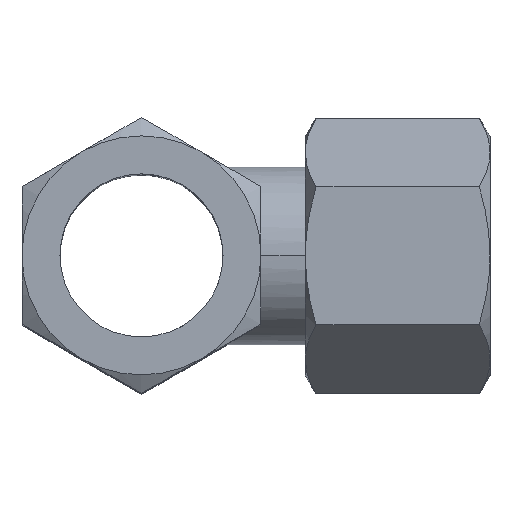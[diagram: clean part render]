
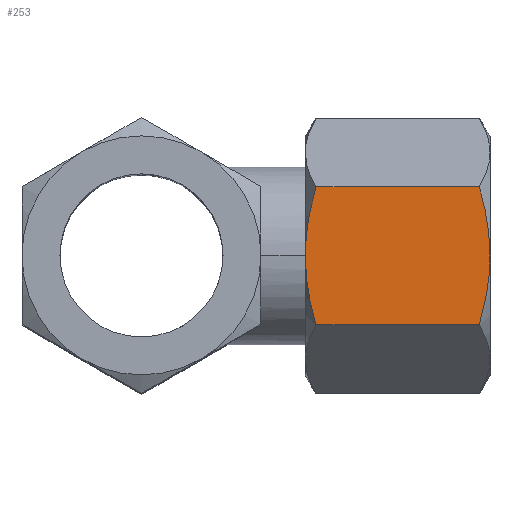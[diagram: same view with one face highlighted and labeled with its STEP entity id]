
A CAD part, top view. The second image highlights one B-rep face of the part: STEP entity #253.
In plain terms, the highlighted planar face has unit normal (0, 0, 1).
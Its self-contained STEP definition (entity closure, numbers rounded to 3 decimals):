
#253=ADVANCED_FACE('NONE',(#511),#512,.F.);
#511=FACE_OUTER_BOUND('',#765,.T.);
#512=PLANE('',#766);
#765=EDGE_LOOP('',(#1428,#1429,#1430,#1431,#1432,#1433));
#766=AXIS2_PLACEMENT_3D('',#1434,#1435,#1436);
#1428=ORIENTED_EDGE('',*,*,#1654,.T.);
#1429=ORIENTED_EDGE('',*,*,#1649,.T.);
#1430=ORIENTED_EDGE('',*,*,#1647,.F.);
#1431=ORIENTED_EDGE('',*,*,#1743,.T.);
#1432=ORIENTED_EDGE('',*,*,#1697,.T.);
#1433=ORIENTED_EDGE('',*,*,#1601,.T.);
#1434=CARTESIAN_POINT('',(45.317,-9.307,17.75));
#1435=DIRECTION('',(0.,0.,-1.0));
#1436=DIRECTION('',(-1.0,0.0,0.));
#1601=EDGE_CURVE('NONE',#1950,#1948,#1951,.T.);
#1647=EDGE_CURVE('NONE',#2014,#2011,#2016,.T.);
#1649=EDGE_CURVE('NONE',#2005,#2011,#2018,.T.);
#1654=EDGE_CURVE('NONE',#1948,#2005,#2024,.T.);
#1697=EDGE_CURVE('NONE',#2040,#1950,#2076,.T.);
#1743=EDGE_CURVE('NONE',#2014,#2040,#2124,.T.);
#1948=VERTEX_POINT('NONE',#2696);
#1950=VERTEX_POINT('NONE',#2705);
#1951=LINE('',#2706,#2707);
#2005=VERTEX_POINT('NONE',#2856);
#2011=VERTEX_POINT('NONE',#2862);
#2014=VERTEX_POINT('NONE',#2871);
#2016=LINE('',#2880,#2881);
#2018=B_SPLINE_CURVE_WITH_KNOTS('',3,(#2883,#2884,#2885,#2886,#2887,#2888,#2889,#2890),.UNSPECIFIED.,.F.,.F.,(4,2,2,4),(0.026,0.028,0.031,0.035),.UNSPECIFIED.);
#2024=B_SPLINE_CURVE_WITH_KNOTS('',3,(#2916,#2917,#2918,#2919,#2920,#2921,#2922,#2923),.UNSPECIFIED.,.F.,.F.,(4,2,2,4),(0.017,0.019,0.021,0.026),.UNSPECIFIED.);
#2040=VERTEX_POINT('NONE',#2966);
#2076=B_SPLINE_CURVE_WITH_KNOTS('',3,(#3036,#3037,#3038,#3039,#3040,#3041,#3042,#3043),.UNSPECIFIED.,.F.,.F.,(4,2,2,4),(0.016,0.021,0.023,0.026),.UNSPECIFIED.);
#2124=B_SPLINE_CURVE_WITH_KNOTS('',3,(#3146,#3147,#3148,#3149,#3150,#3151,#3152,#3153),.UNSPECIFIED.,.F.,.F.,(4,2,2,4),(0.007,0.012,0.014,0.016),.UNSPECIFIED.);
#2696=CARTESIAN_POINT('',(20.495,9.307,17.75));
#2705=CARTESIAN_POINT('',(42.534,9.307,17.75));
#2706=CARTESIAN_POINT('',(45.317,9.307,17.75));
#2707=VECTOR('',#3236,1000.0);
#2856=CARTESIAN_POINT('',(19.055,0.,17.75));
#2862=CARTESIAN_POINT('',(20.495,-9.307,17.75));
#2871=CARTESIAN_POINT('',(42.534,-9.307,17.75));
#2880=CARTESIAN_POINT('',(45.317,-9.307,17.75));
#2881=VECTOR('',#3280,1000.0);
#2883=CARTESIAN_POINT('',(19.055,0.,17.75));
#2884=CARTESIAN_POINT('',(19.055,-0.787,17.75));
#2885=CARTESIAN_POINT('',(19.089,-1.576,17.75));
#2886=CARTESIAN_POINT('',(19.222,-3.16,17.75));
#2887=CARTESIAN_POINT('',(19.321,-3.946,17.75));
#2888=CARTESIAN_POINT('',(19.699,-6.277,17.75));
#2889=CARTESIAN_POINT('',(20.061,-7.802,17.75));
#2890=CARTESIAN_POINT('',(20.495,-9.307,17.75));
#2916=CARTESIAN_POINT('',(20.495,9.307,17.75));
#2917=CARTESIAN_POINT('',(20.277,8.55,17.75));
#2918=CARTESIAN_POINT('',(20.076,7.786,17.75));
#2919=CARTESIAN_POINT('',(19.72,6.241,17.75));
#2920=CARTESIAN_POINT('',(19.566,5.466,17.75));
#2921=CARTESIAN_POINT('',(19.191,3.135,17.75));
#2922=CARTESIAN_POINT('',(19.055,1.573,17.75));
#2923=CARTESIAN_POINT('',(19.055,0.,17.75));
#2966=CARTESIAN_POINT('',(43.974,0.,17.75));
#3036=CARTESIAN_POINT('',(43.974,0.,17.75));
#3037=CARTESIAN_POINT('',(43.974,1.573,17.75));
#3038=CARTESIAN_POINT('',(43.838,3.135,17.75));
#3039=CARTESIAN_POINT('',(43.463,5.466,17.75));
#3040=CARTESIAN_POINT('',(43.309,6.241,17.75));
#3041=CARTESIAN_POINT('',(42.953,7.786,17.75));
#3042=CARTESIAN_POINT('',(42.752,8.55,17.75));
#3043=CARTESIAN_POINT('',(42.534,9.307,17.75));
#3146=CARTESIAN_POINT('',(42.534,-9.307,17.75));
#3147=CARTESIAN_POINT('',(42.968,-7.802,17.75));
#3148=CARTESIAN_POINT('',(43.33,-6.277,17.75));
#3149=CARTESIAN_POINT('',(43.709,-3.946,17.75));
#3150=CARTESIAN_POINT('',(43.807,-3.16,17.75));
#3151=CARTESIAN_POINT('',(43.94,-1.576,17.75));
#3152=CARTESIAN_POINT('',(43.974,-0.787,17.75));
#3153=CARTESIAN_POINT('',(43.974,0.,17.75));
#3236=DIRECTION('',(-1.0,0.,-0.0));
#3280=DIRECTION('',(-1.0,0.,-0.0));
